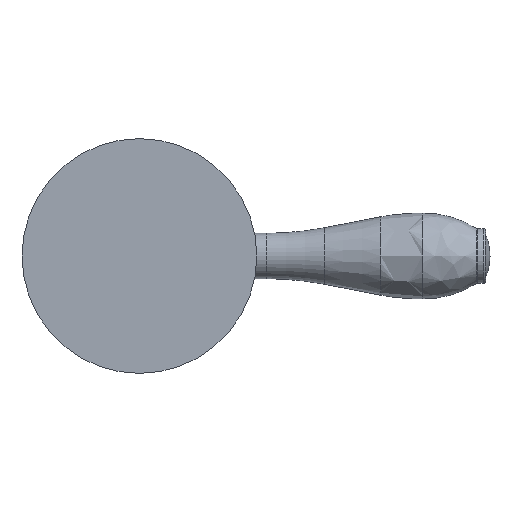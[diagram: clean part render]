
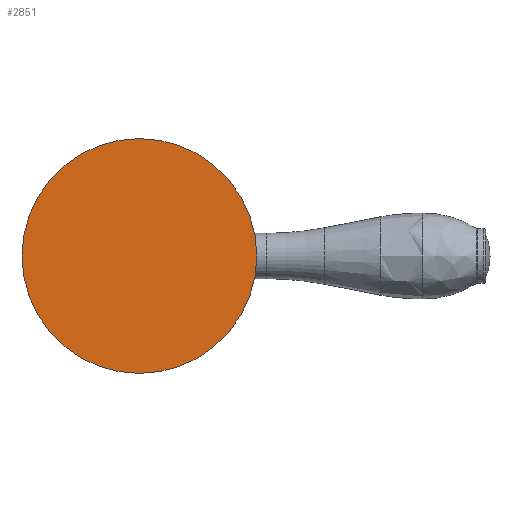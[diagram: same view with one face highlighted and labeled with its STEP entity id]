
A CAD part, front view. The second image highlights one B-rep face of the part: STEP entity #2851.
In plain terms, the highlighted planar face has unit normal (0, -1, 0).
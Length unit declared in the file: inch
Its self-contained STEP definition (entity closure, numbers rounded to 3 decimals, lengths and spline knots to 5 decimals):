
#1017=CARTESIAN_POINT('',(0.,0.,0.));
#1018=DIRECTION('',(0.,1.,0.));
#1019=DIRECTION('',(1.,0.,0.));
#1020=AXIS2_PLACEMENT_3D('',#1017,#1018,#1019);
#1030=CARTESIAN_POINT('',(0.,0.,0.));
#1031=DIRECTION('',(0.,-1.,0.));
#1032=DIRECTION('',(1.,0.,0.));
#1033=AXIS2_PLACEMENT_3D('',#1030,#1031,#1032);
#1235=CARTESIAN_POINT('',(1.055,0.,0.));
#1236=CARTESIAN_POINT('',(-1.055,0.,0.));
#1237=VERTEX_POINT('',#1235);
#1238=VERTEX_POINT('',#1236);
#2841=CARTESIAN_POINT('',(0.,0.,0.));
#2842=DIRECTION('',(0.,-1.,0.));
#2843=DIRECTION('',(-1.,0.,0.));
#2844=AXIS2_PLACEMENT_3D('',#2841,#2842,#2843);
#2845=PLANE('',#2844);
#2846=ORIENTED_EDGE('',*,*,#2831,.T.);
#2848=ORIENTED_EDGE('',*,*,#2847,.F.);
#2849=EDGE_LOOP('',(#2846,#2848));
#2850=FACE_OUTER_BOUND('',#2849,.F.);
#2851=ADVANCED_FACE('',(#2850),#2845,.T.);
#1021=CIRCLE('',#1020,1.055);
#1034=CIRCLE('',#1033,1.055);
#2831=EDGE_CURVE('',#1237,#1238,#1021,.T.);
#2847=EDGE_CURVE('',#1237,#1238,#1034,.T.);
